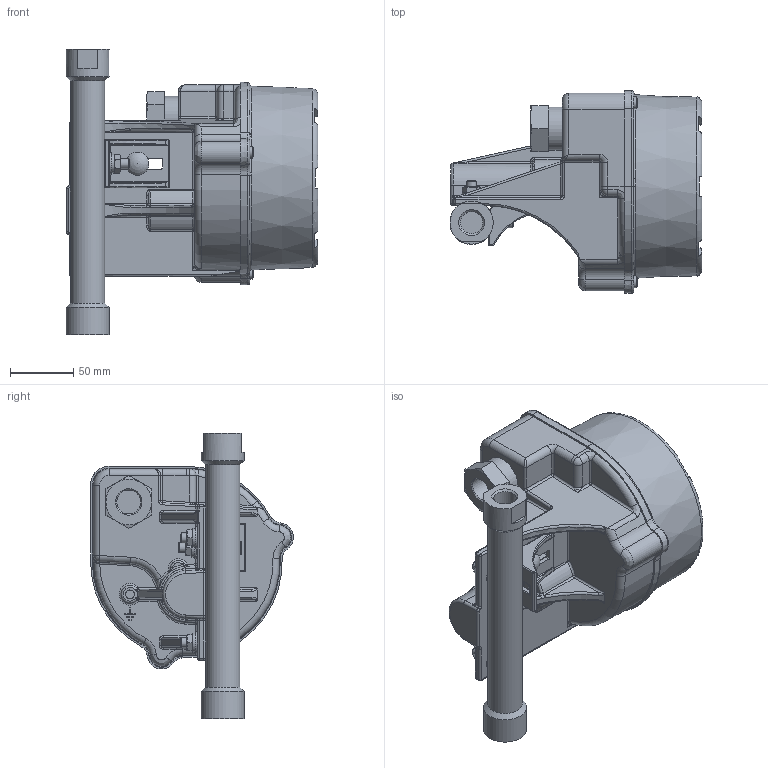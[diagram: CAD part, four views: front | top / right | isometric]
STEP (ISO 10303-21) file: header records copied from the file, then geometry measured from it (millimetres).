
FILE_DESCRIPTION(/* description */ (''),/* implementation_level */ '2;1');
FILE_NAME(/* name */ '',/* time_stamp */ '2015-02-27T11:59:03+01:00',/* author */ (''),/* organization */ (''),/* preprocessor_version */ 'ST-DEVELOPER v14',/* originating_system */ 'SIEMENS PLM Software NX 8.0',/* authorisation */ '');
FILE_SCHEMA (('CONFIG_CONTROL_DESIGN'));
Length unit declared in the file: millimetre
Products named in the file (1): elf_npt_f_is_ind_m20_cond
Bounding box: 198.53 x 159.69 x 225 mm (x, y, z)
Volume: 1909285.8 mm3; surface area: 223998.4 mm2
Topology: 24 solids, 25 shells, 900 faces, 2128 edges, 1240 vertices
Faces by surface type: cylinder 293, plane 292, bspline 103, torus 83, cone 77, sphere 52
Full cylindrical faces by diameter (mm): 4.597 x3, 4.699 x3, 5.715 x3, 6 x3, 6.807 x1, 6.858 x4, 7.717 x1, 7.9 x3, 8.731 x2, 8.738 x4, 9.271 x3, 14.5 x1, 17.475 x4, 17.5 x2, 18.782 x1, 19.732 x1, 21.438 x1, 27 x1, 34 x3
Entity records: 35948 total; most frequent: CARTESIAN_POINT 16448, DIRECTION 4138, ORIENTED_EDGE 3874, EDGE_CURVE 1937, AXIS2_PLACEMENT_3D 1704, VERTEX_POINT 1216, EDGE_LOOP 1060, ADVANCED_FACE 900
